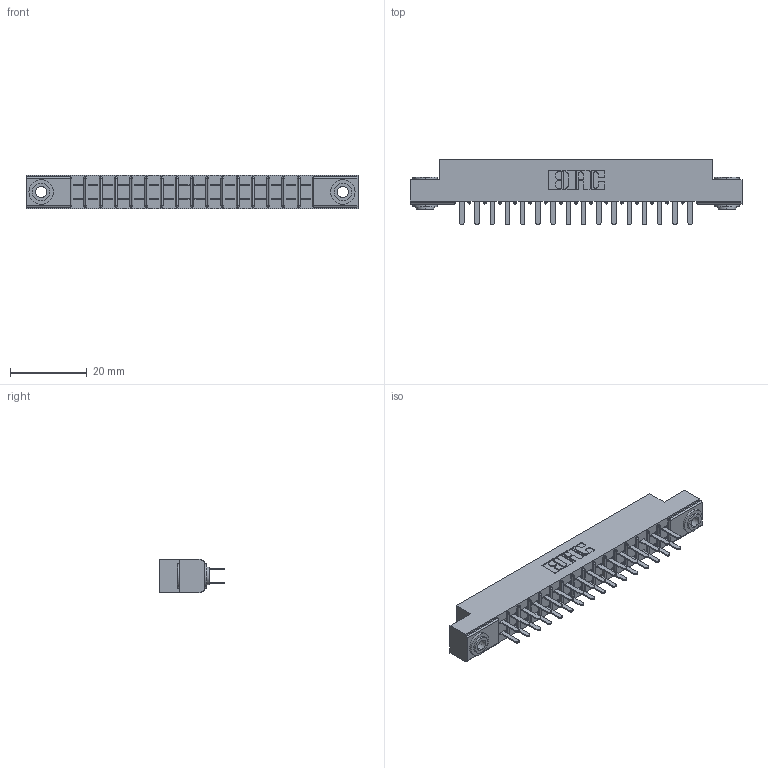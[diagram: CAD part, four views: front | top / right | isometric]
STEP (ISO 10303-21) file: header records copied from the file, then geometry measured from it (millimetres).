
FILE_DESCRIPTION (( 'STEP AP203' ), '1' );
FILE_NAME ('315-032-520-203.STEP', '2019-09-10T15:35:56', ( '' ), ( '' ), 'SwSTEP 2.0', 'SolidWorks 2016', '' );
FILE_SCHEMA (( 'CONFIG_CONTROL_DESIGN' ));
Length unit declared in the file: inch
Products named in the file (4): 305-290-001_520; 345-250-002_345-250-002-102; 305 Part_.156 Dia; 315-032-520-203
Assembly tree (35 placements, depth 2):
  315-032-520-203
    305 Part_.156 Dia
    305-290-001_520  x32
    345-250-002_345-250-002-102  x2
Bounding box: 86.41 x 17.09 x 8.71 mm (x, y, z)
Volume: 5431.2 mm3; surface area: 10164 mm2
Topology: 35 solids, 35 shells, 1640 faces, 4636 edges, 3000 vertices
Faces by surface type: plane 956, cylinder 612, sphere 64, cone 8
Entity records: 21434 total; most frequent: CARTESIAN_POINT 3527, ORIENTED_EDGE 3488, DIRECTION 3448, EDGE_CURVE 1744, VECTOR 1374, LINE 1374, VERTEX_POINT 1116, AXIS2_PLACEMENT_3D 1037
